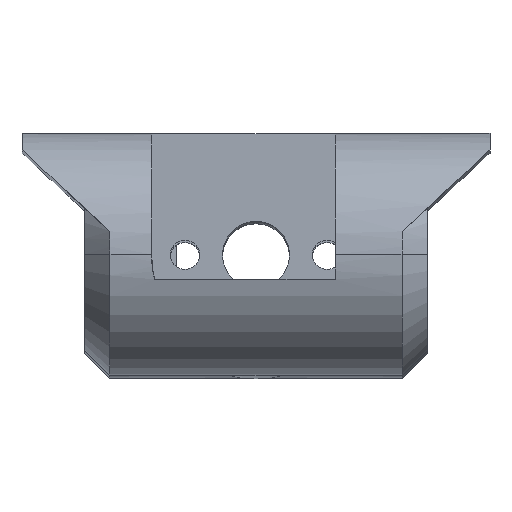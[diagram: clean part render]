
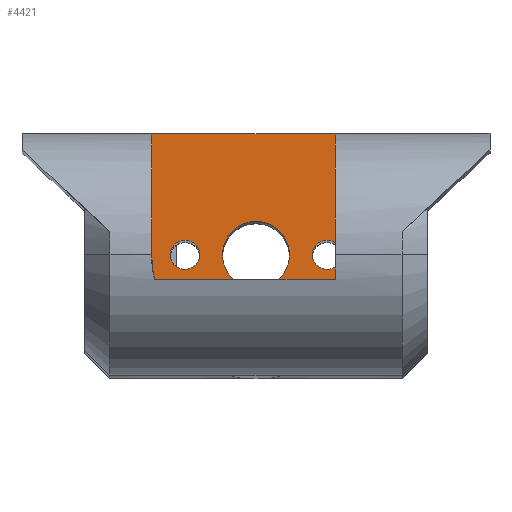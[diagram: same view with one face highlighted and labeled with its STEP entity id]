
A CAD part, top view. The second image highlights one B-rep face of the part: STEP entity #4421.
In plain terms, the highlighted planar face has unit normal (0, 0, 1).
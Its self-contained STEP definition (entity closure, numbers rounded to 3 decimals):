
#21 = ORIENTED_EDGE ( 'NONE', *, *, #3005, .F. ) ;
#61 = CIRCLE ( 'NONE', #1068, 12.5 ) ;
#68 = ORIENTED_EDGE ( 'NONE', *, *, #2317, .F. ) ;
#112 = EDGE_LOOP ( 'NONE', ( #1961, #3204 ) ) ;
#236 = DIRECTION ( 'NONE',  ( 0., 0., 1. ) ) ;
#251 = VERTEX_POINT ( 'NONE', #634 ) ;
#263 = DIRECTION ( 'NONE',  ( 0., 0., 1. ) ) ;
#303 = VECTOR ( 'NONE', #2986, 1000. ) ;
#367 = VERTEX_POINT ( 'NONE', #894 ) ;
#462 = VERTEX_POINT ( 'NONE', #507 ) ;
#472 = ORIENTED_EDGE ( 'NONE', *, *, #4021, .F. ) ;
#507 = CARTESIAN_POINT ( 'NONE',  ( 12.5, 0., 85. ) ) ;
#530 = CARTESIAN_POINT ( 'NONE',  ( 12.471, 0.847, 85. ) ) ;
#601 = FACE_BOUND ( 'NONE', #3155, .T. ) ;
#634 = CARTESIAN_POINT ( 'NONE',  ( 6.75, 0., 85. ) ) ;
#649 = DIRECTION ( 'NONE',  ( 1., 0., 0. ) ) ;
#671 = CIRCLE ( 'NONE', #2135, 1.75 ) ;
#674 = CARTESIAN_POINT ( 'NONE',  ( 8.5, 0., 85. ) ) ;
#843 = DIRECTION ( 'NONE',  ( 0., -1., 0. ) ) ;
#894 = CARTESIAN_POINT ( 'NONE',  ( -12.471, 0.847, 85. ) ) ;
#929 = CARTESIAN_POINT ( 'NONE',  ( -4., 0., 85. ) ) ;
#955 = CIRCLE ( 'NONE', #3041, 12.5 ) ;
#960 = FACE_BOUND ( 'NONE', #112, .T. ) ;
#966 = CARTESIAN_POINT ( 'NONE',  ( 12.471, 14.5, 85. ) ) ;
#988 = AXIS2_PLACEMENT_3D ( 'NONE', #2696, #2232, #2329 ) ;
#1068 = AXIS2_PLACEMENT_3D ( 'NONE', #1768, #1379, #4307 ) ;
#1174 = DIRECTION ( 'NONE',  ( 0., 0., 1. ) ) ;
#1343 = ORIENTED_EDGE ( 'NONE', *, *, #1758, .F. ) ;
#1348 = FACE_BOUND ( 'NONE', #4171, .T. ) ;
#1361 = VERTEX_POINT ( 'NONE', #929 ) ;
#1379 = DIRECTION ( 'NONE',  ( 0., 0., -1. ) ) ;
#1411 = CARTESIAN_POINT ( 'NONE',  ( -10.25, 0., 85. ) ) ;
#1432 = CIRCLE ( 'NONE', #2211, 4. ) ;
#1457 = CIRCLE ( 'NONE', #2704, 4. ) ;
#1476 = VERTEX_POINT ( 'NONE', #3973 ) ;
#1478 = VERTEX_POINT ( 'NONE', #2533 ) ;
#1507 = CIRCLE ( 'NONE', #2760, 1.75 ) ;
#1758 = EDGE_CURVE ( 'NONE', #3826, #1478, #3816, .T. ) ;
#1768 = CARTESIAN_POINT ( 'NONE',  ( 0., 0., 85. ) ) ;
#1792 = DIRECTION ( 'NONE',  ( 0., 0., -1. ) ) ;
#1862 = DIRECTION ( 'NONE',  ( 0., 0., 1. ) ) ;
#1901 = AXIS2_PLACEMENT_3D ( 'NONE', #674, #1862, #2541 ) ;
#1927 = CARTESIAN_POINT ( 'NONE',  ( 8.5, 0., 85. ) ) ;
#1947 = LINE ( 'NONE', #4089, #303 ) ;
#1961 = ORIENTED_EDGE ( 'NONE', *, *, #4382, .F. ) ;
#2072 = VERTEX_POINT ( 'NONE', #1411 ) ;
#2135 = AXIS2_PLACEMENT_3D ( 'NONE', #1927, #1174, #2734 ) ;
#2141 = EDGE_CURVE ( 'NONE', #367, #1476, #1947, .T. ) ;
#2142 = CIRCLE ( 'NONE', #1901, 1.75 ) ;
#2211 = AXIS2_PLACEMENT_3D ( 'NONE', #3555, #236, #649 ) ;
#2232 = DIRECTION ( 'NONE',  ( 0., 0., 1. ) ) ;
#2283 = ORIENTED_EDGE ( 'NONE', *, *, #2289, .F. ) ;
#2289 = EDGE_CURVE ( 'NONE', #1478, #462, #61, .T. ) ;
#2317 = EDGE_CURVE ( 'NONE', #4800, #1361, #1457, .T. ) ;
#2329 = DIRECTION ( 'NONE',  ( 1., 0., 0. ) ) ;
#2390 = AXIS2_PLACEMENT_3D ( 'NONE', #3119, #3916, #3098 ) ;
#2497 = CARTESIAN_POINT ( 'NONE',  ( 0., 14.5, 85. ) ) ;
#2499 = CARTESIAN_POINT ( 'NONE',  ( 0., 0., 85. ) ) ;
#2533 = CARTESIAN_POINT ( 'NONE',  ( 12.471, 0.847, 85. ) ) ;
#2541 = DIRECTION ( 'NONE',  ( 1., 0., 0. ) ) ;
#2646 = ORIENTED_EDGE ( 'NONE', *, *, #3675, .F. ) ;
#2696 = CARTESIAN_POINT ( 'NONE',  ( -8.5, 0., 85. ) ) ;
#2704 = AXIS2_PLACEMENT_3D ( 'NONE', #2499, #2907, #3987 ) ;
#2734 = DIRECTION ( 'NONE',  ( 1., 0., 0. ) ) ;
#2760 = AXIS2_PLACEMENT_3D ( 'NONE', #4325, #2783, #3231 ) ;
#2783 = DIRECTION ( 'NONE',  ( 0., 0., 1. ) ) ;
#2841 = VERTEX_POINT ( 'NONE', #4517 ) ;
#2861 = EDGE_CURVE ( 'NONE', #251, #2841, #671, .T. ) ;
#2886 = CARTESIAN_POINT ( 'NONE',  ( 0., 0., 85. ) ) ;
#2907 = DIRECTION ( 'NONE',  ( 0., 0., 1. ) ) ;
#2986 = DIRECTION ( 'NONE',  ( 0., 1., 0. ) ) ;
#2989 = AXIS2_PLACEMENT_3D ( 'NONE', #3210, #263, #4369 ) ;
#3005 = EDGE_CURVE ( 'NONE', #3842, #2072, #1507, .T. ) ;
#3041 = AXIS2_PLACEMENT_3D ( 'NONE', #2886, #1792, #3264 ) ;
#3074 = CIRCLE ( 'NONE', #988, 1.75 ) ;
#3098 = DIRECTION ( 'NONE',  ( 1., 0., 0. ) ) ;
#3119 = CARTESIAN_POINT ( 'NONE',  ( 0., 0., 85. ) ) ;
#3140 = EDGE_CURVE ( 'NONE', #1361, #4800, #1432, .T. ) ;
#3155 = EDGE_LOOP ( 'NONE', ( #21, #2646 ) ) ;
#3204 = ORIENTED_EDGE ( 'NONE', *, *, #2861, .F. ) ;
#3210 = CARTESIAN_POINT ( 'NONE',  ( 0., 0., 85. ) ) ;
#3231 = DIRECTION ( 'NONE',  ( 1., 0., 0. ) ) ;
#3264 = DIRECTION ( 'NONE',  ( 1., 0., 0. ) ) ;
#3438 = CARTESIAN_POINT ( 'NONE',  ( -6.75, 0., 85. ) ) ;
#3451 = VERTEX_POINT ( 'NONE', #4577 ) ;
#3466 = CIRCLE ( 'NONE', #2390, 12.5 ) ;
#3555 = CARTESIAN_POINT ( 'NONE',  ( 0., 0., 85. ) ) ;
#3574 = PLANE ( 'NONE',  #2989 ) ;
#3675 = EDGE_CURVE ( 'NONE', #2072, #3842, #3074, .T. ) ;
#3710 = ORIENTED_EDGE ( 'NONE', *, *, #3140, .F. ) ;
#3795 = EDGE_CURVE ( 'NONE', #462, #3451, #3466, .T. ) ;
#3816 = LINE ( 'NONE', #530, #4641 ) ;
#3826 = VERTEX_POINT ( 'NONE', #966 ) ;
#3842 = VERTEX_POINT ( 'NONE', #3438 ) ;
#3916 = DIRECTION ( 'NONE',  ( 0., 0., -1. ) ) ;
#3963 = DIRECTION ( 'NONE',  ( 1., 0., 0. ) ) ;
#3973 = CARTESIAN_POINT ( 'NONE',  ( -12.471, 14.5, 85. ) ) ;
#3987 = DIRECTION ( 'NONE',  ( 1., 0., 0. ) ) ;
#4021 = EDGE_CURVE ( 'NONE', #1476, #3826, #4331, .T. ) ;
#4089 = CARTESIAN_POINT ( 'NONE',  ( -12.471, 0.847, 85. ) ) ;
#4171 = EDGE_LOOP ( 'NONE', ( #68, #3710 ) ) ;
#4274 = FACE_OUTER_BOUND ( 'NONE', #4428, .T. ) ;
#4307 = DIRECTION ( 'NONE',  ( 1., 0., 0. ) ) ;
#4325 = CARTESIAN_POINT ( 'NONE',  ( -8.5, 0., 85. ) ) ;
#4331 = LINE ( 'NONE', #2497, #4457 ) ;
#4369 = DIRECTION ( 'NONE',  ( 1., 0., 0. ) ) ;
#4382 = EDGE_CURVE ( 'NONE', #2841, #251, #2142, .T. ) ;
#4421 = ADVANCED_FACE ( 'NONE', ( #4274, #960, #1348, #601 ), #3574, .T. ) ;
#4428 = EDGE_LOOP ( 'NONE', ( #4480, #4580, #4590, #2283, #1343, #472 ) ) ;
#4457 = VECTOR ( 'NONE', #3963, 1000. ) ;
#4480 = ORIENTED_EDGE ( 'NONE', *, *, #2141, .F. ) ;
#4517 = CARTESIAN_POINT ( 'NONE',  ( 10.25, 0., 85. ) ) ;
#4577 = CARTESIAN_POINT ( 'NONE',  ( -12.5, 0., 85. ) ) ;
#4580 = ORIENTED_EDGE ( 'NONE', *, *, #4794, .F. ) ;
#4590 = ORIENTED_EDGE ( 'NONE', *, *, #3795, .F. ) ;
#4641 = VECTOR ( 'NONE', #843, 1000. ) ;
#4706 = CARTESIAN_POINT ( 'NONE',  ( 4., 0., 85. ) ) ;
#4794 = EDGE_CURVE ( 'NONE', #3451, #367, #955, .T. ) ;
#4800 = VERTEX_POINT ( 'NONE', #4706 ) ;
